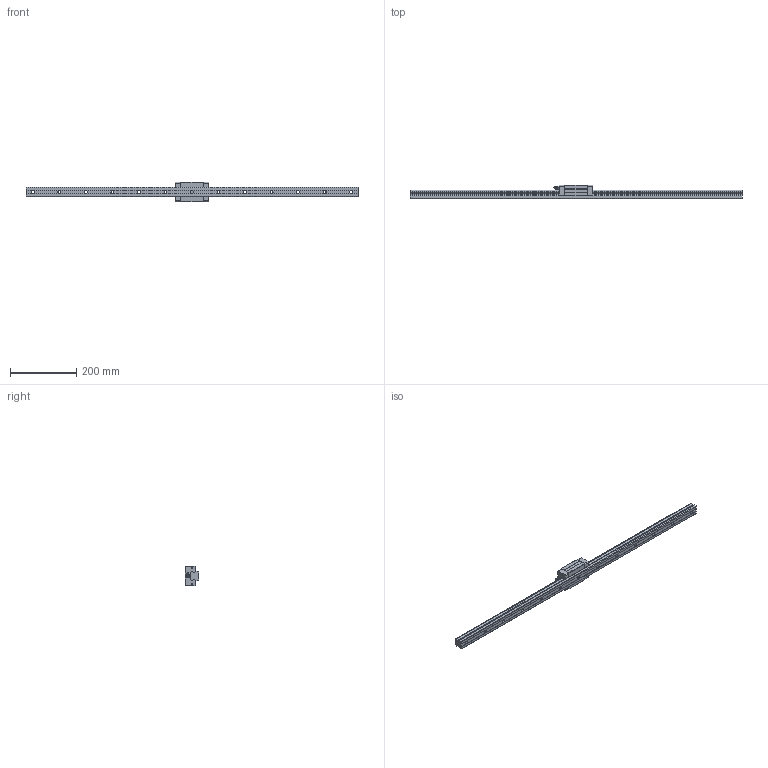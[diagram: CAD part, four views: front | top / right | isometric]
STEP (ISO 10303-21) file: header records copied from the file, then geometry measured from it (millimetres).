
FILE_DESCRIPTION(/* description */ ('GD30NA','CAx-IF Rec.Pracs.---Representation and Presentation of Product Manufacturing Information (PMI)---4.0---2014-10-13'),/* implementation_level */ '2;1');
FILE_NAME(/* name */ 'GD30NA.stp',/* time_stamp */ '2020-05-18T15:55:33+02:00',/* author */ ('marcw'),/* organization */ ('Almotion'),/* preprocessor_version */ 'ST-DEVELOPER v18.1',/* originating_system */ 'Autodesk Inventor 2020',/* authorisation */ ' ');
FILE_SCHEMA (('AP242_MANAGED_MODEL_BASED_3D_ENGINEERING_MIM_LF { 1 0 10303 442 1 1 4 }'));
Length unit declared in the file: millimetre
Products named in the file (3): GD30NA; Rail30; CarriageNA30
Assembly tree (2 placements, depth 2):
  GD30NA
    Rail30
    CarriageNA30
Bounding box: 1002 x 42 x 60 mm (x, y, z)
Volume: 768941.5 mm3; surface area: 154422.6 mm2
Topology: 5 solids, 5 shells, 250 faces, 688 edges, 464 vertices
Faces by surface type: plane 151, cone 49, cylinder 46, torus 4
Full cylindrical faces by diameter (mm): 2 x1, 2.459 x4, 4.917 x2, 6 x2, 6.647 x4, 9 x13, 10 x1, 14 x13
Entity records: 8359 total; most frequent: CARTESIAN_POINT 1522, DIRECTION 1368, ORIENTED_EDGE 1356, EDGE_CURVE 678, AXIS2_PLACEMENT_3D 465, VERTEX_POINT 464, LINE 438, VECTOR 438
